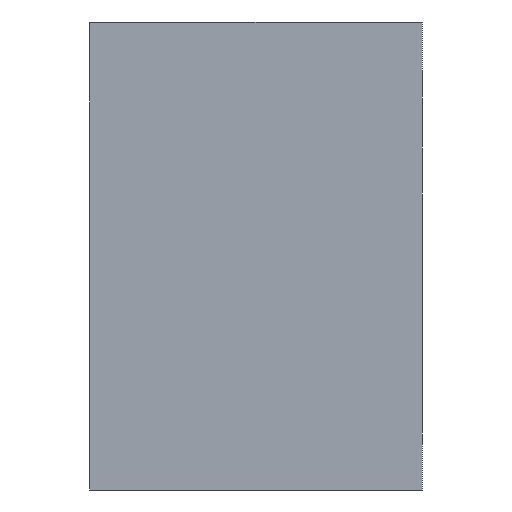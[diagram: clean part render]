
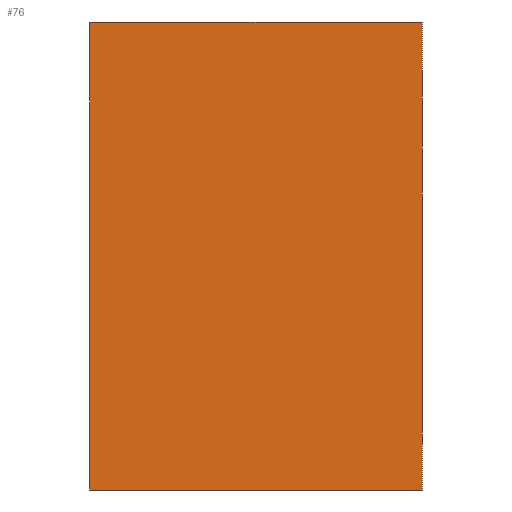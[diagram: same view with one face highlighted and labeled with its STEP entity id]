
A CAD part, front view. The second image highlights one B-rep face of the part: STEP entity #76.
In plain terms, the highlighted planar face has unit normal (0, -1, 0).
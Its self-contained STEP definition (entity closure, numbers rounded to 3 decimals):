
#14 = LINE ( 'NONE', #302, #308 ) ;
#26 = ORIENTED_EDGE ( 'NONE', *, *, #69, .F. ) ;
#42 = LINE ( 'NONE', #52, #96 ) ;
#52 = CARTESIAN_POINT ( 'NONE',  ( 6.4, 0., 4.5 ) ) ;
#61 = VERTEX_POINT ( 'NONE', #175 ) ;
#69 = EDGE_CURVE ( 'NONE', #275, #316, #281, .T. ) ;
#76 = ADVANCED_FACE ( 'NONE', ( #402 ), #111, .F. ) ;
#79 = ORIENTED_EDGE ( 'NONE', *, *, #226, .T. ) ;
#96 = VECTOR ( 'NONE', #381, 1000. ) ;
#111 = PLANE ( 'NONE',  #181 ) ;
#124 = CARTESIAN_POINT ( 'NONE',  ( 0., 0., 4.5 ) ) ;
#152 = EDGE_LOOP ( 'NONE', ( #348, #350, #26, #79 ) ) ;
#175 = CARTESIAN_POINT ( 'NONE',  ( 6.4, 0., -4.5 ) ) ;
#181 = AXIS2_PLACEMENT_3D ( 'NONE', #124, #380, #259 ) ;
#199 = CARTESIAN_POINT ( 'NONE',  ( 0., 0., 4.5 ) ) ;
#221 = CARTESIAN_POINT ( 'NONE',  ( 0., 0., 4.5 ) ) ;
#226 = EDGE_CURVE ( 'NONE', #275, #237, #285, .T. ) ;
#237 = VERTEX_POINT ( 'NONE', #405 ) ;
#238 = DIRECTION ( 'NONE',  ( 1., 0., 0. ) ) ;
#250 = DIRECTION ( 'NONE',  ( 1., 0., 0. ) ) ;
#251 = VECTOR ( 'NONE', #364, 1000. ) ;
#258 = EDGE_CURVE ( 'NONE', #316, #61, #42, .T. ) ;
#259 = DIRECTION ( 'NONE',  ( 0., 0., 1. ) ) ;
#265 = CARTESIAN_POINT ( 'NONE',  ( 6.4, 0., 4.5 ) ) ;
#275 = VERTEX_POINT ( 'NONE', #199 ) ;
#281 = LINE ( 'NONE', #444, #486 ) ;
#285 = LINE ( 'NONE', #221, #251 ) ;
#302 = CARTESIAN_POINT ( 'NONE',  ( 0., 0., -4.5 ) ) ;
#308 = VECTOR ( 'NONE', #238, 1000. ) ;
#315 = EDGE_CURVE ( 'NONE', #237, #61, #14, .T. ) ;
#316 = VERTEX_POINT ( 'NONE', #265 ) ;
#348 = ORIENTED_EDGE ( 'NONE', *, *, #315, .T. ) ;
#350 = ORIENTED_EDGE ( 'NONE', *, *, #258, .F. ) ;
#364 = DIRECTION ( 'NONE',  ( 0., 0., -1. ) ) ;
#380 = DIRECTION ( 'NONE',  ( 0., 1., 0. ) ) ;
#381 = DIRECTION ( 'NONE',  ( 0., 0., -1. ) ) ;
#402 = FACE_OUTER_BOUND ( 'NONE', #152, .T. ) ;
#405 = CARTESIAN_POINT ( 'NONE',  ( 0., 0., -4.5 ) ) ;
#444 = CARTESIAN_POINT ( 'NONE',  ( 0., 0., 4.5 ) ) ;
#486 = VECTOR ( 'NONE', #250, 1000. ) ;
